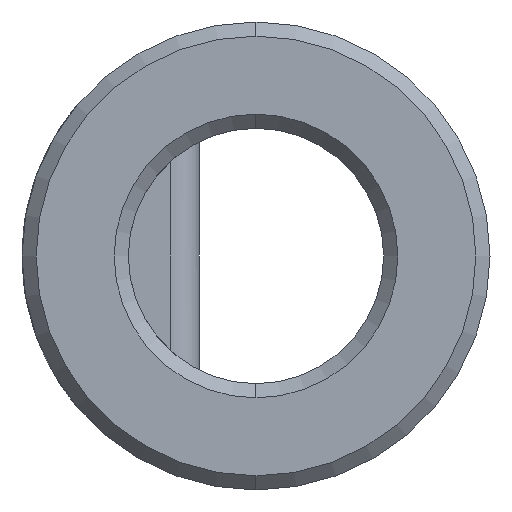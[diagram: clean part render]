
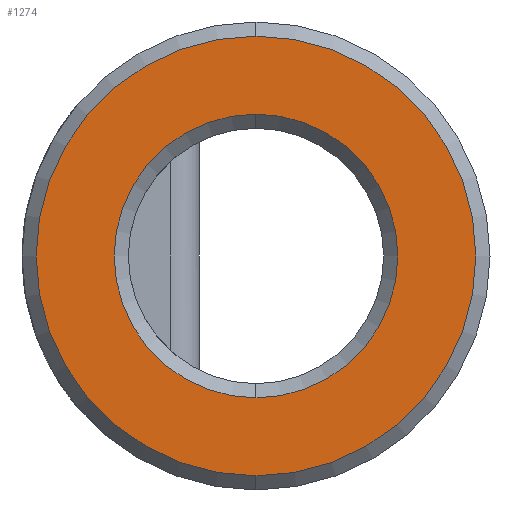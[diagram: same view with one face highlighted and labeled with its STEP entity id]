
A CAD part, left-side view. The second image highlights one B-rep face of the part: STEP entity #1274.
In plain terms, the highlighted planar face has unit normal (-1, 0, 0).
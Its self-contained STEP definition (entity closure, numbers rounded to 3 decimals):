
#6 = VERTEX_POINT ( 'NONE', #192 ) ;
#27 = FACE_OUTER_BOUND ( 'NONE', #441, .T. ) ;
#69 = CARTESIAN_POINT ( 'NONE',  ( -7.5, 0., -1.55 ) ) ;
#105 = CARTESIAN_POINT ( 'NONE',  ( -7.5, 0., 0. ) ) ;
#115 = DIRECTION ( 'NONE',  ( -1., 0., 0. ) ) ;
#121 = DIRECTION ( 'NONE',  ( 0., 0., -1. ) ) ;
#184 = AXIS2_PLACEMENT_3D ( 'NONE', #105, #437, #1280 ) ;
#192 = CARTESIAN_POINT ( 'NONE',  ( -7.5, 0., 1. ) ) ;
#206 = CIRCLE ( 'NONE', #1000, 1.55 ) ;
#211 = CIRCLE ( 'NONE', #981, 1. ) ;
#251 = ORIENTED_EDGE ( 'NONE', *, *, #382, .T. ) ;
#259 = FACE_BOUND ( 'NONE', #283, .T. ) ;
#283 = EDGE_LOOP ( 'NONE', ( #251, #939 ) ) ;
#320 = CIRCLE ( 'NONE', #184, 1. ) ;
#333 = CARTESIAN_POINT ( 'NONE',  ( -7.5, 0., 1.55 ) ) ;
#343 = DIRECTION ( 'NONE',  ( -1., 0., 0. ) ) ;
#382 = EDGE_CURVE ( 'NONE', #6, #591, #320, .T. ) ;
#431 = DIRECTION ( 'NONE',  ( 0., 0., -1. ) ) ;
#437 = DIRECTION ( 'NONE',  ( 1., 0., 0. ) ) ;
#441 = EDGE_LOOP ( 'NONE', ( #1031, #616 ) ) ;
#451 = CARTESIAN_POINT ( 'NONE',  ( -7.5, 0.9, 0. ) ) ;
#481 = EDGE_CURVE ( 'NONE', #595, #1191, #206, .T. ) ;
#531 = DIRECTION ( 'NONE',  ( 1., 0., 0. ) ) ;
#575 = PLANE ( 'NONE',  #1162 ) ;
#581 = DIRECTION ( 'NONE',  ( 1., 0., 0. ) ) ;
#591 = VERTEX_POINT ( 'NONE', #1194 ) ;
#595 = VERTEX_POINT ( 'NONE', #69 ) ;
#616 = ORIENTED_EDGE ( 'NONE', *, *, #841, .T. ) ;
#622 = CARTESIAN_POINT ( 'NONE',  ( -7.5, 0., 0. ) ) ;
#631 = AXIS2_PLACEMENT_3D ( 'NONE', #762, #115, #431 ) ;
#762 = CARTESIAN_POINT ( 'NONE',  ( -7.5, 0., 0. ) ) ;
#841 = EDGE_CURVE ( 'NONE', #1191, #595, #1024, .T. ) ;
#939 = ORIENTED_EDGE ( 'NONE', *, *, #1202, .T. ) ;
#961 = CARTESIAN_POINT ( 'NONE',  ( -7.5, 0., 0. ) ) ;
#981 = AXIS2_PLACEMENT_3D ( 'NONE', #622, #531, #121 ) ;
#998 = DIRECTION ( 'NONE',  ( 0., 0., -1. ) ) ;
#1000 = AXIS2_PLACEMENT_3D ( 'NONE', #961, #343, #1310 ) ;
#1024 = CIRCLE ( 'NONE', #631, 1.55 ) ;
#1031 = ORIENTED_EDGE ( 'NONE', *, *, #481, .T. ) ;
#1162 = AXIS2_PLACEMENT_3D ( 'NONE', #451, #581, #998 ) ;
#1191 = VERTEX_POINT ( 'NONE', #333 ) ;
#1194 = CARTESIAN_POINT ( 'NONE',  ( -7.5, 0., -1. ) ) ;
#1202 = EDGE_CURVE ( 'NONE', #591, #6, #211, .T. ) ;
#1274 = ADVANCED_FACE ( 'NONE', ( #259, #27 ), #575, .F. ) ;
#1280 = DIRECTION ( 'NONE',  ( 0., 0., -1. ) ) ;
#1310 = DIRECTION ( 'NONE',  ( 0., 0., -1. ) ) ;
